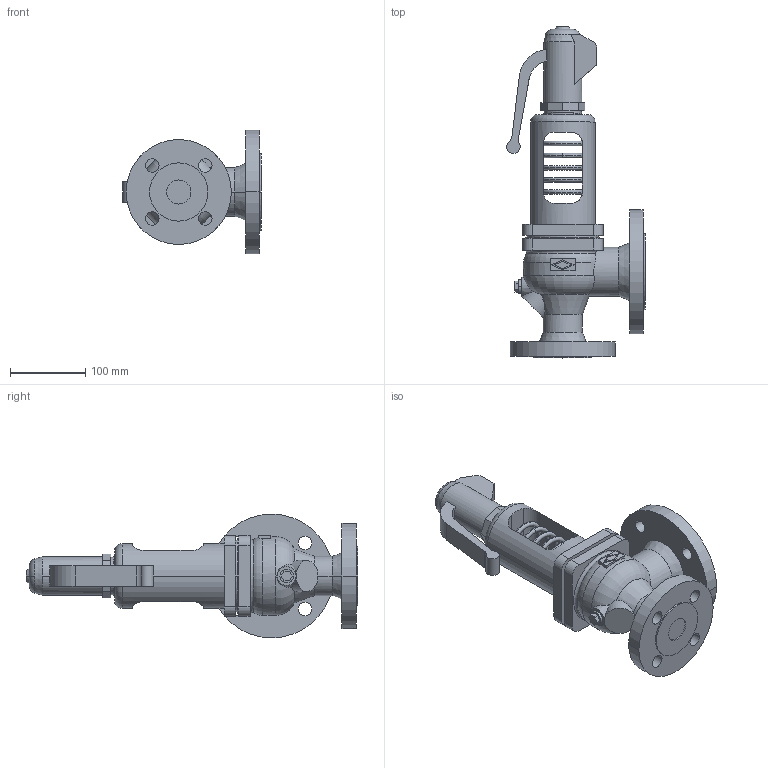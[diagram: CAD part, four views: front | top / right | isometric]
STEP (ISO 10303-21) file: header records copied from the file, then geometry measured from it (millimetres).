
FILE_DESCRIPTION(('Creo Elements/Direct Modeling STEP Export'),'2;1');
FILE_NAME('c000000833.stp','2013-11-13T11:27:25',(''),(''),'Creo Elements/Direct Modeling STEP processor for AP214 (Solid Model)','Creo Elements/Direct Modeling 17.0D 15-Jul-2011 (C) Parametric Technology GmbH','');
FILE_SCHEMA(('AUTOMOTIVE_DESIGN { 1 0 10303 214 1 1 1 1 }'));
Length unit declared in the file: millimetre
Products named in the file (1): 1
Bounding box: 184.77 x 442.5 x 165 mm (x, y, z)
Volume: 2648856.8 mm3; surface area: 261147 mm2
Topology: 1 solids, 1 shells, 183 faces, 501 edges, 326 vertices
Faces by surface type: plane 76, cylinder 66, torus 31, cone 10
Entity records: 7008 total; most frequent: CARTESIAN_POINT 2484, ORIENTED_EDGE 1002, DIRECTION 863, EDGE_CURVE 501, AXIS2_PLACEMENT_3D 328, VERTEX_POINT 326, EDGE_LOOP 227, VECTOR 207
